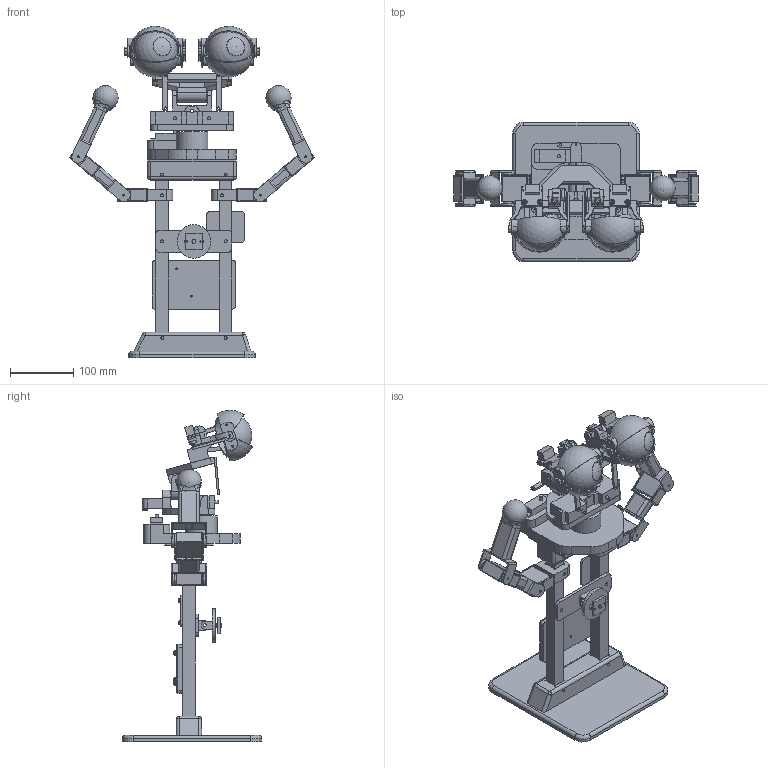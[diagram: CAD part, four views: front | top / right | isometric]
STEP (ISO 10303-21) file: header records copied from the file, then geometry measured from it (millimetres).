
FILE_DESCRIPTION(/* description */ (''),/* implementation_level */ '2;1');
FILE_NAME(/* name */ '49ba7b83-a270-46df-982a-e016b642ce91.stp',/* time_stamp */ '2021-09-23T07:47:36+00:00',/* author */ (''),/* organization */ (''),/* preprocessor_version */ 'ST-DEVELOPER v18.1',/* originating_system */ 'Autodesk Translation Framework v10.10.0.1391',/* authorisation */ '');
FILE_SCHEMA (('AUTOMOTIVE_DESIGN { 1 0 10303 214 3 1 1 }'));
Length unit declared in the file: millimetre
Products named in the file (9): head; baseUpper; ball; ball(Mirror); servo v2; servoBracket; servoBracket (1); baseCam v1; ArduinoMEGA v1
Assembly tree (8 placements, depth 3):
  head
    baseUpper
      ball
      ball(Mirror)
    servo v2
      servoBracket
    servoBracket (1)
    baseCam v1
    ArduinoMEGA v1
Bounding box: 386.41 x 220 x 522.66 mm (x, y, z)
Volume: 2522653.5 mm3; surface area: 658368.2 mm2
Topology: 70 solids, 70 shells, 1570 faces, 3858 edges, 2484 vertices
Faces by surface type: plane 737, cylinder 685, sphere 80, cone 28, bspline 24, torus 16
Full cylindrical faces by diameter (mm): 1.5 x4, 1.899 x2, 2 x14, 2.009 x2, 2.2 x8, 2.8 x119, 3 x20, 3.5 x12, 3.8 x8, 4 x2, 4.3 x2, 4.5 x12, 4.8 x7, 5 x5, 6 x7, 6.5 x2, 7 x4, 8 x2, 9 x2, 10 x2, 10.8 x2, 11.5 x4, 14 x8, 15 x4, 18 x2, 20 x8, 22.305 x1, 22.35 x1, 29.3 x2, 30 x2
Entity records: 48720 total; most frequent: CARTESIAN_POINT 9497, DIRECTION 8398, ORIENTED_EDGE 7696, EDGE_CURVE 3848, AXIS2_PLACEMENT_3D 3081, VERTEX_POINT 2484, LINE 2236, VECTOR 2236
